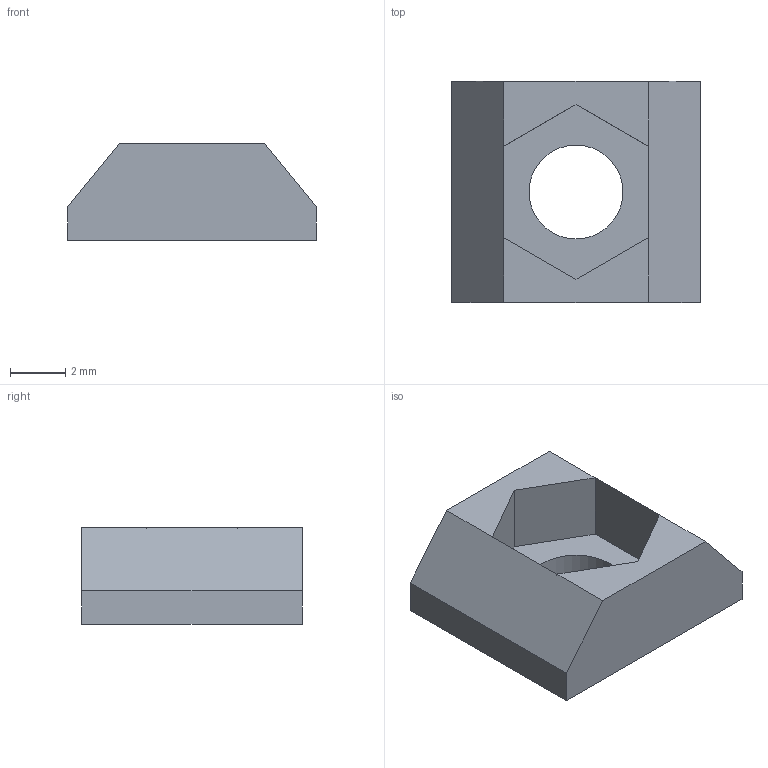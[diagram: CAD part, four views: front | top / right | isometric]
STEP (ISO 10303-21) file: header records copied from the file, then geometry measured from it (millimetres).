
FILE_DESCRIPTION(/* description */ (''),/* implementation_level */ '2;1');
FILE_NAME(/* name */ 'rail nut m3-1x.step',/* time_stamp */ '2021-04-13T11:19:31-05:00',/* author */ (''),/* organization */ (''),/* preprocessor_version */ 'ST-DEVELOPER v18.1',/* originating_system */ 'Autodesk Translation Framework v9.10.0.1330',/* authorisation */ '');
FILE_SCHEMA (('AUTOMOTIVE_DESIGN { 1 0 10303 214 3 1 1 }'));
Length unit declared in the file: millimetre
Products named in the file (1): rail nut m3-1x
Bounding box: 9 x 8 x 3.5 mm (x, y, z)
Volume: 145.5 mm3; surface area: 274.5 mm2
Topology: 1 solids, 1 shells, 17 faces, 41 edges, 26 vertices
Faces by surface type: plane 16, cylinder 1
Full cylindrical faces by diameter (mm): 3.4 x1
Entity records: 522 total; most frequent: CARTESIAN_POINT 85, ORIENTED_EDGE 82, DIRECTION 79, EDGE_CURVE 41, LINE 39, VECTOR 39, VERTEX_POINT 26, AXIS2_PLACEMENT_3D 20
